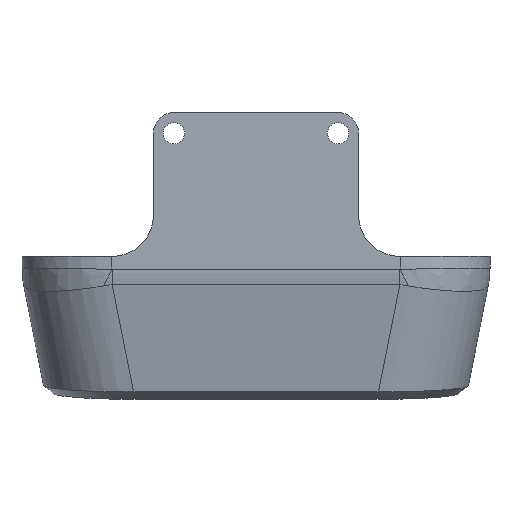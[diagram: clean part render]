
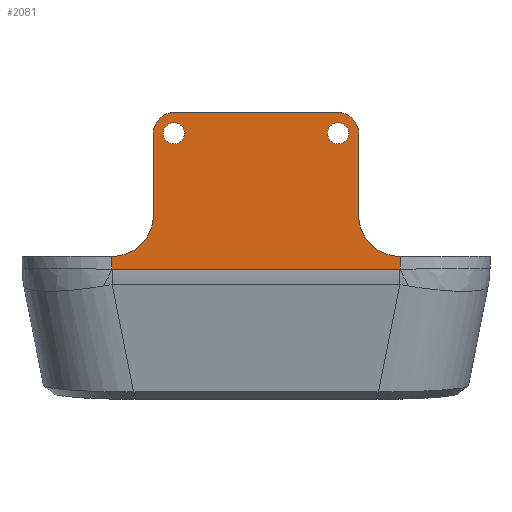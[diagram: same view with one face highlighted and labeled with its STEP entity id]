
A CAD part, left-side view. The second image highlights one B-rep face of the part: STEP entity #2081.
In plain terms, the highlighted planar face has unit normal (-1, 0, 0).
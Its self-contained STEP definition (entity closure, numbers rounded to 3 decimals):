
#116=B_SPLINE_CURVE_WITH_KNOTS('',3,(#4375,#4376,#4377,#4378),
 .UNSPECIFIED.,.F.,.F.,(4,4),(-0.974,-0.969),
 .UNSPECIFIED.);
#122=B_SPLINE_CURVE_WITH_KNOTS('',3,(#4495,#4496,#4497,#4498),
 .UNSPECIFIED.,.F.,.F.,(4,4),(0.969,0.973),
 .UNSPECIFIED.);
#164=FACE_BOUND('',#427,.T.);
#165=FACE_BOUND('',#428,.T.);
#205=PLANE('',#2238);
#304=FACE_OUTER_BOUND('',#426,.T.);
#426=EDGE_LOOP('',(#1800,#1801,#1802,#1803,#1804,#1805,#1806,#1807,#1808,
#1809,#1810,#1811,#1812,#1813));
#427=EDGE_LOOP('',(#1814));
#428=EDGE_LOOP('',(#1815));
#471=LINE('',#2738,#629);
#474=LINE('',#2744,#632);
#487=LINE('',#2789,#645);
#496=LINE('',#2820,#654);
#500=LINE('',#2831,#658);
#571=LINE('',#4409,#729);
#583=LINE('',#4588,#741);
#587=LINE('',#4600,#745);
#629=VECTOR('',#2313,10.);
#632=VECTOR('',#2316,10.);
#645=VECTOR('',#2355,10.);
#654=VECTOR('',#2388,10.);
#658=VECTOR('',#2402,10.);
#729=VECTOR('',#2575,10.);
#741=VECTOR('',#2605,10.);
#745=VECTOR('',#2621,10.);
#779=CIRCLE('',#2129,2.6);
#781=CIRCLE('',#2132,2.6);
#785=CIRCLE('',#2139,10.);
#797=CIRCLE('',#2154,10.);
#802=CIRCLE('',#2165,5.);
#805=CIRCLE('',#2171,5.);
#827=VERTEX_POINT('',#2696);
#829=VERTEX_POINT('',#2702);
#838=VERTEX_POINT('',#2724);
#839=VERTEX_POINT('',#2726);
#843=VERTEX_POINT('',#2736);
#845=VERTEX_POINT('',#2741);
#846=VERTEX_POINT('',#2743);
#863=VERTEX_POINT('',#2781);
#865=VERTEX_POINT('',#2787);
#872=VERTEX_POINT('',#2811);
#873=VERTEX_POINT('',#2812);
#877=VERTEX_POINT('',#2827);
#964=VERTEX_POINT('',#4306);
#968=VERTEX_POINT('',#4368);
#976=VERTEX_POINT('',#4408);
#979=VERTEX_POINT('',#4454);
#1030=EDGE_CURVE('',#827,#827,#779,.T.);
#1033=EDGE_CURVE('',#829,#829,#781,.T.);
#1043=EDGE_CURVE('',#838,#839,#785,.T.);
#1049=EDGE_CURVE('',#838,#843,#471,.T.);
#1052=EDGE_CURVE('',#846,#845,#474,.T.);
#1072=EDGE_CURVE('',#863,#845,#797,.T.);
#1075=EDGE_CURVE('',#863,#865,#487,.T.);
#1086=EDGE_CURVE('',#872,#873,#802,.T.);
#1090=EDGE_CURVE('',#839,#872,#496,.T.);
#1095=EDGE_CURVE('',#877,#865,#805,.T.);
#1096=EDGE_CURVE('',#873,#877,#500,.T.);
#1241=EDGE_CURVE('',#964,#968,#116,.T.);
#1250=EDGE_CURVE('',#968,#976,#571,.T.);
#1257=EDGE_CURVE('',#976,#979,#122,.T.);
#1279=EDGE_CURVE('',#846,#964,#583,.T.);
#1285=EDGE_CURVE('',#843,#979,#587,.T.);
#1800=ORIENTED_EDGE('',*,*,#1086,.F.);
#1801=ORIENTED_EDGE('',*,*,#1090,.F.);
#1802=ORIENTED_EDGE('',*,*,#1043,.F.);
#1803=ORIENTED_EDGE('',*,*,#1049,.T.);
#1804=ORIENTED_EDGE('',*,*,#1285,.T.);
#1805=ORIENTED_EDGE('',*,*,#1257,.F.);
#1806=ORIENTED_EDGE('',*,*,#1250,.F.);
#1807=ORIENTED_EDGE('',*,*,#1241,.F.);
#1808=ORIENTED_EDGE('',*,*,#1279,.F.);
#1809=ORIENTED_EDGE('',*,*,#1052,.T.);
#1810=ORIENTED_EDGE('',*,*,#1072,.F.);
#1811=ORIENTED_EDGE('',*,*,#1075,.T.);
#1812=ORIENTED_EDGE('',*,*,#1095,.F.);
#1813=ORIENTED_EDGE('',*,*,#1096,.F.);
#1814=ORIENTED_EDGE('',*,*,#1030,.T.);
#1815=ORIENTED_EDGE('',*,*,#1033,.T.);
#2081=ADVANCED_FACE('',(#304,#164,#165),#205,.T.);
#2129=AXIS2_PLACEMENT_3D('',#2698,#2275,#2276);
#2132=AXIS2_PLACEMENT_3D('',#2704,#2282,#2283);
#2139=AXIS2_PLACEMENT_3D('',#2727,#2302,#2303);
#2154=AXIS2_PLACEMENT_3D('',#2783,#2349,#2350);
#2165=AXIS2_PLACEMENT_3D('',#2813,#2380,#2381);
#2171=AXIS2_PLACEMENT_3D('',#2829,#2398,#2399);
#2238=AXIS2_PLACEMENT_3D('',#4599,#2619,#2620);
#2275=DIRECTION('center_axis',(1.,0.,0.));
#2276=DIRECTION('ref_axis',(0.,1.,0.));
#2282=DIRECTION('center_axis',(1.,0.,0.));
#2283=DIRECTION('ref_axis',(0.,1.,0.));
#2302=DIRECTION('center_axis',(-1.,0.,0.));
#2303=DIRECTION('ref_axis',(0.,-0.707,-0.707));
#2313=DIRECTION('',(0.,1.,0.));
#2316=DIRECTION('',(0.,1.,0.));
#2349=DIRECTION('center_axis',(-1.,0.,0.));
#2350=DIRECTION('ref_axis',(0.,0.707,-0.707));
#2355=DIRECTION('',(0.,0.,1.));
#2380=DIRECTION('center_axis',(1.,0.,0.));
#2381=DIRECTION('ref_axis',(0.,0.707,0.707));
#2388=DIRECTION('',(0.,0.,1.));
#2398=DIRECTION('center_axis',(1.,0.,0.));
#2399=DIRECTION('ref_axis',(0.,-0.707,0.707));
#2402=DIRECTION('',(0.,-1.,0.));
#2575=DIRECTION('',(0.,1.,0.));
#2605=DIRECTION('',(0.,0.,-1.));
#2619=DIRECTION('center_axis',(-1.,0.,0.));
#2620=DIRECTION('ref_axis',(0.,1.,0.));
#2621=DIRECTION('',(0.,0.,-1.));
#2696=CARTESIAN_POINT('',(347.217,265.2,-192.161));
#2698=CARTESIAN_POINT('Origin',(347.217,267.8,-192.161));
#2702=CARTESIAN_POINT('',(347.217,225.2,-192.161));
#2704=CARTESIAN_POINT('Origin',(347.217,227.8,-192.161));
#2724=CARTESIAN_POINT('',(347.217,282.8,-222.161));
#2726=CARTESIAN_POINT('',(347.217,272.8,-212.161));
#2727=CARTESIAN_POINT('Origin',(347.217,282.8,-212.161));
#2736=CARTESIAN_POINT('',(347.217,282.9,-222.161));
#2738=CARTESIAN_POINT('',(347.217,212.7,-222.161));
#2741=CARTESIAN_POINT('',(347.217,212.8,-222.161));
#2743=CARTESIAN_POINT('',(347.217,212.7,-222.161));
#2744=CARTESIAN_POINT('',(347.217,212.7,-222.161));
#2781=CARTESIAN_POINT('',(347.217,222.8,-212.161));
#2783=CARTESIAN_POINT('Origin',(347.217,212.8,-212.161));
#2787=CARTESIAN_POINT('',(347.217,222.8,-192.161));
#2789=CARTESIAN_POINT('',(347.217,222.8,-222.161));
#2811=CARTESIAN_POINT('',(347.217,272.8,-192.161));
#2812=CARTESIAN_POINT('',(347.217,267.8,-187.161));
#2813=CARTESIAN_POINT('Origin',(347.217,267.8,-192.161));
#2820=CARTESIAN_POINT('',(347.217,272.8,-222.161));
#2827=CARTESIAN_POINT('',(347.217,227.8,-187.161));
#2829=CARTESIAN_POINT('Origin',(347.217,227.8,-192.161));
#2831=CARTESIAN_POINT('',(347.217,212.7,-187.161));
#4306=CARTESIAN_POINT('',(347.217,212.7,-225.269));
#4368=CARTESIAN_POINT('',(347.217,212.741,-225.28));
#4375=CARTESIAN_POINT('Ctrl Pts',(347.217,212.7,-225.269));
#4376=CARTESIAN_POINT('Ctrl Pts',(347.217,212.713,-225.276));
#4377=CARTESIAN_POINT('Ctrl Pts',(347.217,212.727,-225.28));
#4378=CARTESIAN_POINT('Ctrl Pts',(347.217,212.741,-225.28));
#4408=CARTESIAN_POINT('',(347.217,282.859,-225.28));
#4409=CARTESIAN_POINT('',(347.217,212.7,-225.28));
#4454=CARTESIAN_POINT('',(347.217,282.9,-225.269));
#4495=CARTESIAN_POINT('Ctrl Pts',(347.217,282.859,-225.28));
#4496=CARTESIAN_POINT('Ctrl Pts',(347.217,282.873,-225.28));
#4497=CARTESIAN_POINT('Ctrl Pts',(347.217,282.887,-225.276));
#4498=CARTESIAN_POINT('Ctrl Pts',(347.217,282.9,-225.269));
#4588=CARTESIAN_POINT('',(347.217,212.7,-222.161));
#4599=CARTESIAN_POINT('Origin',(347.217,212.7,-222.161));
#4600=CARTESIAN_POINT('',(347.217,282.9,-222.161));
